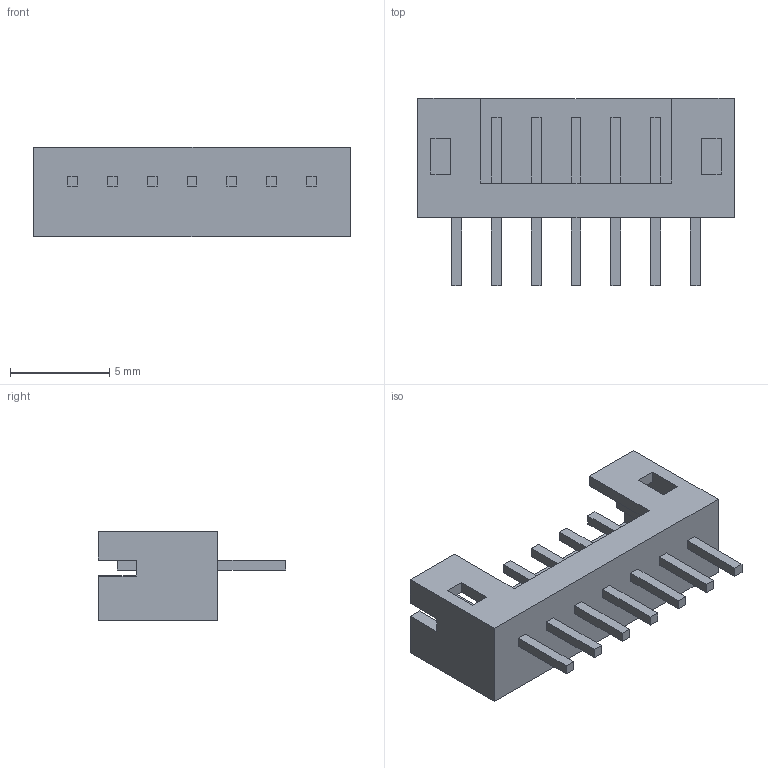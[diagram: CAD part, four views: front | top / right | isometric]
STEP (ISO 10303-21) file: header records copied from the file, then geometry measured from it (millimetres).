
FILE_DESCRIPTION (( 'STEP AP214' ), '1' );
FILE_NAME ('B7B-PH-K-S.STEP', '2010-06-16T07:01:11', ( ' ' ), ( ' ' ), 'SwSTEP 2.0', 'SolidWorks 2005235', '' );
FILE_SCHEMA (( 'AUTOMOTIVE_DESIGN' ));
Length unit declared in the file: millimetre
Products named in the file (1): B7B-PH-K-S
Bounding box: 15.9 x 9.4 x 4.5 mm (x, y, z)
Volume: 195.2 mm3; surface area: 557.4 mm2
Topology: 1 solids, 1 shells, 98 faces, 252 edges, 168 vertices
Faces by surface type: plane 98
Entity records: 4025 total; most frequent: CARTESIAN_POINT 519, ORIENTED_EDGE 504, DIRECTION 450, EDGE_CURVE 252, VECTOR 252, LINE 252, VERTEX_POINT 168, EDGE_LOOP 114
